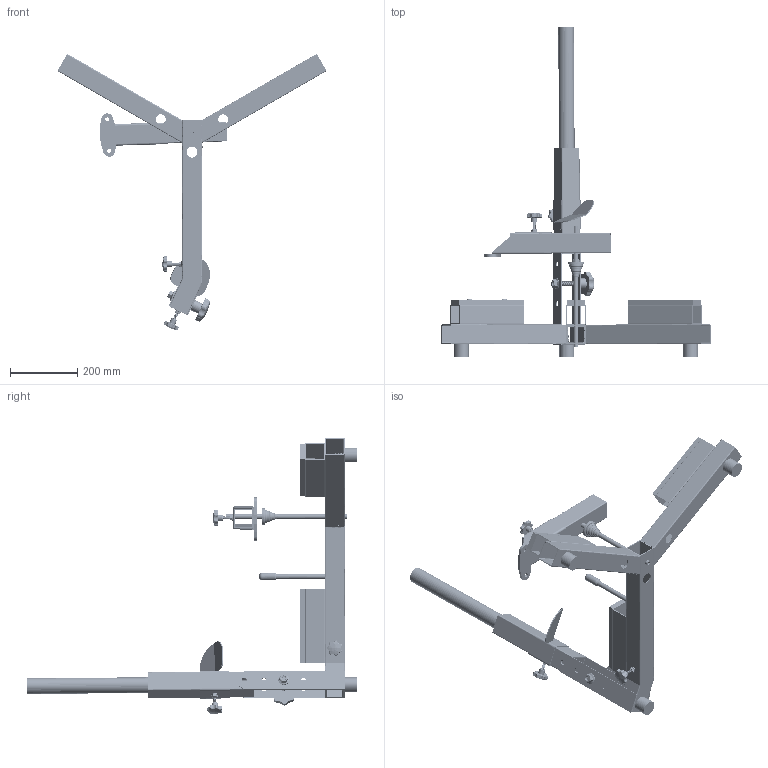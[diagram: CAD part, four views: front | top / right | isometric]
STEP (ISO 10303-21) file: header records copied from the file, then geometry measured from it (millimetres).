
FILE_DESCRIPTION(('FreeCAD Model'),'2;1');
FILE_NAME('Open CASCADE Shape Model','2025-05-09T05:44:39',('FreeCAD'),( 'FreeCAD'),'Open CASCADE STEP processor 7.6','FreeCAD','Unknown');
FILE_SCHEMA(('AUTOMOTIVE_DESIGN { 1 0 10303 214 1 1 1 1 }'));
Products named in the file (1): Open CASCADE STEP translator 7.6 1
Bounding box: 798.04 x 978.43 x 819.41 mm (x, y, z)
Volume: 3345822 mm3; surface area: 1842511.3 mm2
Topology: 62 solids, 62 shells, 3382 faces, 9117 edges, 5890 vertices
Faces by surface type: bspline 3382
Entity records: 197465 total; most frequent: CARTESIAN_POINT 148309, ORIENTED_EDGE 18208, EDGE_CURVE 9104, VERTEX_POINT 5890, B_SPLINE_CURVE_WITH_KNOTS 4443, FACE_BOUND 3610, EDGE_LOOP 3610, ADVANCED_FACE 3382
